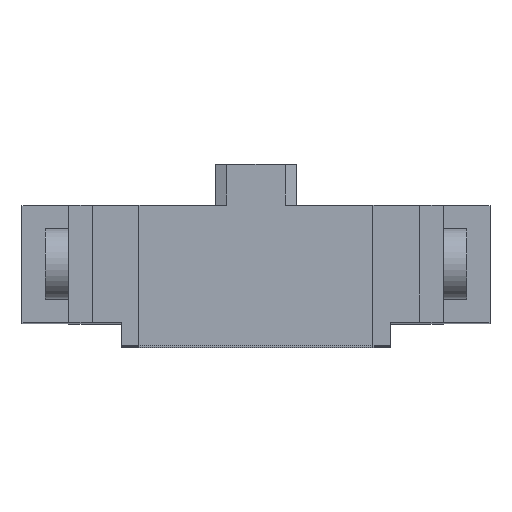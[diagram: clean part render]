
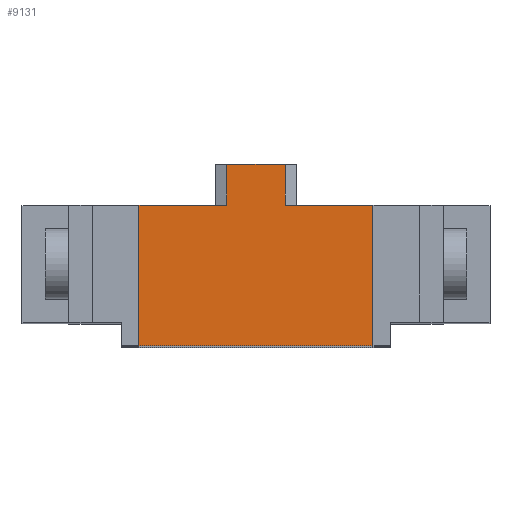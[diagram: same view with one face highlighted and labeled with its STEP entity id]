
A CAD part, top view. The second image highlights one B-rep face of the part: STEP entity #9131.
In plain terms, the highlighted planar face has unit normal (0, 0, 1).
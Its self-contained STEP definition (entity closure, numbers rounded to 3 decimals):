
#32 = PLANE('',#33);
#33 = AXIS2_PLACEMENT_3D('',#34,#35,#36);
#34 = CARTESIAN_POINT('',(-12.8,3.4,-40.));
#35 = DIRECTION('',(0.,1.,0.));
#36 = DIRECTION('',(0.,0.,1.));
#7589 = VERTEX_POINT('',#7590);
#7590 = CARTESIAN_POINT('',(2.,3.4,40.));
#7604 = PLANE('',#7605);
#7605 = AXIS2_PLACEMENT_3D('',#7606,#7607,#7608);
#7606 = CARTESIAN_POINT('',(2.,6.2,40.));
#7607 = DIRECTION('',(1.,0.,0.));
#7608 = DIRECTION('',(0.,-1.,0.));
#7616 = EDGE_CURVE('',#7617,#7589,#7619,.T.);
#7617 = VERTEX_POINT('',#7618);
#7618 = CARTESIAN_POINT('',(8.,3.4,40.));
#7619 = SURFACE_CURVE('',#7620,(#7624,#7631),.PCURVE_S1.);
#7620 = LINE('',#7621,#7622);
#7621 = CARTESIAN_POINT('',(12.8,3.4,40.));
#7622 = VECTOR('',#7623,1.);
#7623 = DIRECTION('',(-1.,0.,0.));
#7624 = PCURVE('',#32,#7625);
#7625 = DEFINITIONAL_REPRESENTATION('',(#7626),#7630);
#7626 = LINE('',#7627,#7628);
#7627 = CARTESIAN_POINT('',(80.,25.6));
#7628 = VECTOR('',#7629,1.);
#7629 = DIRECTION('',(0.,-1.));
#7630 = ( GEOMETRIC_REPRESENTATION_CONTEXT(2) 
PARAMETRIC_REPRESENTATION_CONTEXT() REPRESENTATION_CONTEXT('2D SPACE',''
  ) );
#7631 = PCURVE('',#7632,#7637);
#7632 = PLANE('',#7633);
#7633 = AXIS2_PLACEMENT_3D('',#7634,#7635,#7636);
#7634 = CARTESIAN_POINT('',(12.8,-4.6,40.));
#7635 = DIRECTION('',(0.,0.,-1.));
#7636 = DIRECTION('',(0.,1.,0.));
#7637 = DEFINITIONAL_REPRESENTATION('',(#7638),#7642);
#7638 = LINE('',#7639,#7640);
#7639 = CARTESIAN_POINT('',(8.,0.));
#7640 = VECTOR('',#7641,1.);
#7641 = DIRECTION('',(0.,-1.));
#7642 = ( GEOMETRIC_REPRESENTATION_CONTEXT(2) 
PARAMETRIC_REPRESENTATION_CONTEXT() REPRESENTATION_CONTEXT('2D SPACE',''
  ) );
#7660 = PLANE('',#7661);
#7661 = AXIS2_PLACEMENT_3D('',#7662,#7663,#7664);
#7662 = CARTESIAN_POINT('',(8.,3.4,39.6));
#7663 = DIRECTION('',(-1.,0.,0.));
#7664 = DIRECTION('',(-0.,0.,1.));
#9022 = PLANE('',#9023);
#9023 = AXIS2_PLACEMENT_3D('',#9024,#9025,#9026);
#9024 = CARTESIAN_POINT('',(0.,-6.2,32.));
#9025 = DIRECTION('',(0.,1.,0.));
#9026 = DIRECTION('',(1.,0.,0.));
#9087 = EDGE_CURVE('',#9088,#7617,#9090,.T.);
#9088 = VERTEX_POINT('',#9089);
#9089 = CARTESIAN_POINT('',(8.,-6.2,40.));
#9090 = SURFACE_CURVE('',#9091,(#9095,#9102),.PCURVE_S1.);
#9091 = LINE('',#9092,#9093);
#9092 = CARTESIAN_POINT('',(8.,-0.6,40.));
#9093 = VECTOR('',#9094,1.);
#9094 = DIRECTION('',(0.,1.,0.));
#9095 = PCURVE('',#7660,#9096);
#9096 = DEFINITIONAL_REPRESENTATION('',(#9097),#9101);
#9097 = LINE('',#9098,#9099);
#9098 = CARTESIAN_POINT('',(0.4,-4.));
#9099 = VECTOR('',#9100,1.);
#9100 = DIRECTION('',(0.,1.));
#9101 = ( GEOMETRIC_REPRESENTATION_CONTEXT(2) 
PARAMETRIC_REPRESENTATION_CONTEXT() REPRESENTATION_CONTEXT('2D SPACE',''
  ) );
#9102 = PCURVE('',#7632,#9103);
#9103 = DEFINITIONAL_REPRESENTATION('',(#9104),#9108);
#9104 = LINE('',#9105,#9106);
#9105 = CARTESIAN_POINT('',(4.,-4.8));
#9106 = VECTOR('',#9107,1.);
#9107 = DIRECTION('',(1.,0.));
#9108 = ( GEOMETRIC_REPRESENTATION_CONTEXT(2) 
PARAMETRIC_REPRESENTATION_CONTEXT() REPRESENTATION_CONTEXT('2D SPACE',''
  ) );
#9131 = ADVANCED_FACE('',(#9132),#7632,.F.);
#9132 = FACE_BOUND('',#9133,.F.);
#9133 = EDGE_LOOP('',(#9134,#9135,#9158,#9186,#9214,#9242,#9270,#9291));
#9134 = ORIENTED_EDGE('',*,*,#9087,.F.);
#9135 = ORIENTED_EDGE('',*,*,#9136,.F.);
#9136 = EDGE_CURVE('',#9137,#9088,#9139,.T.);
#9137 = VERTEX_POINT('',#9138);
#9138 = CARTESIAN_POINT('',(-8.,-6.2,40.));
#9139 = SURFACE_CURVE('',#9140,(#9144,#9151),.PCURVE_S1.);
#9140 = LINE('',#9141,#9142);
#9141 = CARTESIAN_POINT('',(-12.8,-6.2,40.));
#9142 = VECTOR('',#9143,1.);
#9143 = DIRECTION('',(1.,0.,0.));
#9144 = PCURVE('',#7632,#9145);
#9145 = DEFINITIONAL_REPRESENTATION('',(#9146),#9150);
#9146 = LINE('',#9147,#9148);
#9147 = CARTESIAN_POINT('',(-1.6,-25.6));
#9148 = VECTOR('',#9149,1.);
#9149 = DIRECTION('',(0.,1.));
#9150 = ( GEOMETRIC_REPRESENTATION_CONTEXT(2) 
PARAMETRIC_REPRESENTATION_CONTEXT() REPRESENTATION_CONTEXT('2D SPACE',''
  ) );
#9151 = PCURVE('',#9022,#9152);
#9152 = DEFINITIONAL_REPRESENTATION('',(#9153),#9157);
#9153 = LINE('',#9154,#9155);
#9154 = CARTESIAN_POINT('',(-12.8,-8.));
#9155 = VECTOR('',#9156,1.);
#9156 = DIRECTION('',(1.,0.));
#9157 = ( GEOMETRIC_REPRESENTATION_CONTEXT(2) 
PARAMETRIC_REPRESENTATION_CONTEXT() REPRESENTATION_CONTEXT('2D SPACE',''
  ) );
#9158 = ORIENTED_EDGE('',*,*,#9159,.T.);
#9159 = EDGE_CURVE('',#9137,#9160,#9162,.T.);
#9160 = VERTEX_POINT('',#9161);
#9161 = CARTESIAN_POINT('',(-8.,3.4,40.));
#9162 = SURFACE_CURVE('',#9163,(#9167,#9174),.PCURVE_S1.);
#9163 = LINE('',#9164,#9165);
#9164 = CARTESIAN_POINT('',(-8.,-0.6,40.));
#9165 = VECTOR('',#9166,1.);
#9166 = DIRECTION('',(0.,1.,0.));
#9167 = PCURVE('',#7632,#9168);
#9168 = DEFINITIONAL_REPRESENTATION('',(#9169),#9173);
#9169 = LINE('',#9170,#9171);
#9170 = CARTESIAN_POINT('',(4.,-20.8));
#9171 = VECTOR('',#9172,1.);
#9172 = DIRECTION('',(1.,0.));
#9173 = ( GEOMETRIC_REPRESENTATION_CONTEXT(2) 
PARAMETRIC_REPRESENTATION_CONTEXT() REPRESENTATION_CONTEXT('2D SPACE',''
  ) );
#9174 = PCURVE('',#9175,#9180);
#9175 = PLANE('',#9176);
#9176 = AXIS2_PLACEMENT_3D('',#9177,#9178,#9179);
#9177 = CARTESIAN_POINT('',(-8.,3.4,39.6));
#9178 = DIRECTION('',(-1.,0.,0.));
#9179 = DIRECTION('',(-0.,0.,1.));
#9180 = DEFINITIONAL_REPRESENTATION('',(#9181),#9185);
#9181 = LINE('',#9182,#9183);
#9182 = CARTESIAN_POINT('',(0.4,-4.));
#9183 = VECTOR('',#9184,1.);
#9184 = DIRECTION('',(0.,1.));
#9185 = ( GEOMETRIC_REPRESENTATION_CONTEXT(2) 
PARAMETRIC_REPRESENTATION_CONTEXT() REPRESENTATION_CONTEXT('2D SPACE',''
  ) );
#9186 = ORIENTED_EDGE('',*,*,#9187,.F.);
#9187 = EDGE_CURVE('',#9188,#9160,#9190,.T.);
#9188 = VERTEX_POINT('',#9189);
#9189 = CARTESIAN_POINT('',(-2.,3.4,40.));
#9190 = SURFACE_CURVE('',#9191,(#9195,#9202),.PCURVE_S1.);
#9191 = LINE('',#9192,#9193);
#9192 = CARTESIAN_POINT('',(12.8,3.4,40.));
#9193 = VECTOR('',#9194,1.);
#9194 = DIRECTION('',(-1.,0.,0.));
#9195 = PCURVE('',#7632,#9196);
#9196 = DEFINITIONAL_REPRESENTATION('',(#9197),#9201);
#9197 = LINE('',#9198,#9199);
#9198 = CARTESIAN_POINT('',(8.,0.));
#9199 = VECTOR('',#9200,1.);
#9200 = DIRECTION('',(0.,-1.));
#9201 = ( GEOMETRIC_REPRESENTATION_CONTEXT(2) 
PARAMETRIC_REPRESENTATION_CONTEXT() REPRESENTATION_CONTEXT('2D SPACE',''
  ) );
#9202 = PCURVE('',#9203,#9208);
#9203 = PLANE('',#9204);
#9204 = AXIS2_PLACEMENT_3D('',#9205,#9206,#9207);
#9205 = CARTESIAN_POINT('',(-12.8,3.4,-40.));
#9206 = DIRECTION('',(0.,1.,0.));
#9207 = DIRECTION('',(0.,0.,1.));
#9208 = DEFINITIONAL_REPRESENTATION('',(#9209),#9213);
#9209 = LINE('',#9210,#9211);
#9210 = CARTESIAN_POINT('',(80.,25.6));
#9211 = VECTOR('',#9212,1.);
#9212 = DIRECTION('',(0.,-1.));
#9213 = ( GEOMETRIC_REPRESENTATION_CONTEXT(2) 
PARAMETRIC_REPRESENTATION_CONTEXT() REPRESENTATION_CONTEXT('2D SPACE',''
  ) );
#9214 = ORIENTED_EDGE('',*,*,#9215,.T.);
#9215 = EDGE_CURVE('',#9188,#9216,#9218,.T.);
#9216 = VERTEX_POINT('',#9217);
#9217 = CARTESIAN_POINT('',(-2.,6.2,40.));
#9218 = SURFACE_CURVE('',#9219,(#9223,#9230),.PCURVE_S1.);
#9219 = LINE('',#9220,#9221);
#9220 = CARTESIAN_POINT('',(-2.,3.4,40.));
#9221 = VECTOR('',#9222,1.);
#9222 = DIRECTION('',(0.,1.,0.));
#9223 = PCURVE('',#7632,#9224);
#9224 = DEFINITIONAL_REPRESENTATION('',(#9225),#9229);
#9225 = LINE('',#9226,#9227);
#9226 = CARTESIAN_POINT('',(8.,-14.8));
#9227 = VECTOR('',#9228,1.);
#9228 = DIRECTION('',(1.,0.));
#9229 = ( GEOMETRIC_REPRESENTATION_CONTEXT(2) 
PARAMETRIC_REPRESENTATION_CONTEXT() REPRESENTATION_CONTEXT('2D SPACE',''
  ) );
#9230 = PCURVE('',#9231,#9236);
#9231 = PLANE('',#9232);
#9232 = AXIS2_PLACEMENT_3D('',#9233,#9234,#9235);
#9233 = CARTESIAN_POINT('',(-2.,3.4,40.));
#9234 = DIRECTION('',(-1.,0.,0.));
#9235 = DIRECTION('',(0.,1.,0.));
#9236 = DEFINITIONAL_REPRESENTATION('',(#9237),#9241);
#9237 = LINE('',#9238,#9239);
#9238 = CARTESIAN_POINT('',(0.,0.));
#9239 = VECTOR('',#9240,1.);
#9240 = DIRECTION('',(1.,0.));
#9241 = ( GEOMETRIC_REPRESENTATION_CONTEXT(2) 
PARAMETRIC_REPRESENTATION_CONTEXT() REPRESENTATION_CONTEXT('2D SPACE',''
  ) );
#9242 = ORIENTED_EDGE('',*,*,#9243,.T.);
#9243 = EDGE_CURVE('',#9216,#9244,#9246,.T.);
#9244 = VERTEX_POINT('',#9245);
#9245 = CARTESIAN_POINT('',(2.,6.2,40.));
#9246 = SURFACE_CURVE('',#9247,(#9251,#9258),.PCURVE_S1.);
#9247 = LINE('',#9248,#9249);
#9248 = CARTESIAN_POINT('',(-2.,6.2,40.));
#9249 = VECTOR('',#9250,1.);
#9250 = DIRECTION('',(1.,0.,0.));
#9251 = PCURVE('',#7632,#9252);
#9252 = DEFINITIONAL_REPRESENTATION('',(#9253),#9257);
#9253 = LINE('',#9254,#9255);
#9254 = CARTESIAN_POINT('',(10.8,-14.8));
#9255 = VECTOR('',#9256,1.);
#9256 = DIRECTION('',(0.,1.));
#9257 = ( GEOMETRIC_REPRESENTATION_CONTEXT(2) 
PARAMETRIC_REPRESENTATION_CONTEXT() REPRESENTATION_CONTEXT('2D SPACE',''
  ) );
#9258 = PCURVE('',#9259,#9264);
#9259 = PLANE('',#9260);
#9260 = AXIS2_PLACEMENT_3D('',#9261,#9262,#9263);
#9261 = CARTESIAN_POINT('',(-2.,6.2,40.));
#9262 = DIRECTION('',(0.,1.,0.));
#9263 = DIRECTION('',(1.,0.,0.));
#9264 = DEFINITIONAL_REPRESENTATION('',(#9265),#9269);
#9265 = LINE('',#9266,#9267);
#9266 = CARTESIAN_POINT('',(0.,0.));
#9267 = VECTOR('',#9268,1.);
#9268 = DIRECTION('',(1.,0.));
#9269 = ( GEOMETRIC_REPRESENTATION_CONTEXT(2) 
PARAMETRIC_REPRESENTATION_CONTEXT() REPRESENTATION_CONTEXT('2D SPACE',''
  ) );
#9270 = ORIENTED_EDGE('',*,*,#9271,.T.);
#9271 = EDGE_CURVE('',#9244,#7589,#9272,.T.);
#9272 = SURFACE_CURVE('',#9273,(#9277,#9284),.PCURVE_S1.);
#9273 = LINE('',#9274,#9275);
#9274 = CARTESIAN_POINT('',(2.,6.2,40.));
#9275 = VECTOR('',#9276,1.);
#9276 = DIRECTION('',(0.,-1.,0.));
#9277 = PCURVE('',#7632,#9278);
#9278 = DEFINITIONAL_REPRESENTATION('',(#9279),#9283);
#9279 = LINE('',#9280,#9281);
#9280 = CARTESIAN_POINT('',(10.8,-10.8));
#9281 = VECTOR('',#9282,1.);
#9282 = DIRECTION('',(-1.,0.));
#9283 = ( GEOMETRIC_REPRESENTATION_CONTEXT(2) 
PARAMETRIC_REPRESENTATION_CONTEXT() REPRESENTATION_CONTEXT('2D SPACE',''
  ) );
#9284 = PCURVE('',#7604,#9285);
#9285 = DEFINITIONAL_REPRESENTATION('',(#9286),#9290);
#9286 = LINE('',#9287,#9288);
#9287 = CARTESIAN_POINT('',(0.,0.));
#9288 = VECTOR('',#9289,1.);
#9289 = DIRECTION('',(1.,0.));
#9290 = ( GEOMETRIC_REPRESENTATION_CONTEXT(2) 
PARAMETRIC_REPRESENTATION_CONTEXT() REPRESENTATION_CONTEXT('2D SPACE',''
  ) );
#9291 = ORIENTED_EDGE('',*,*,#7616,.F.);
